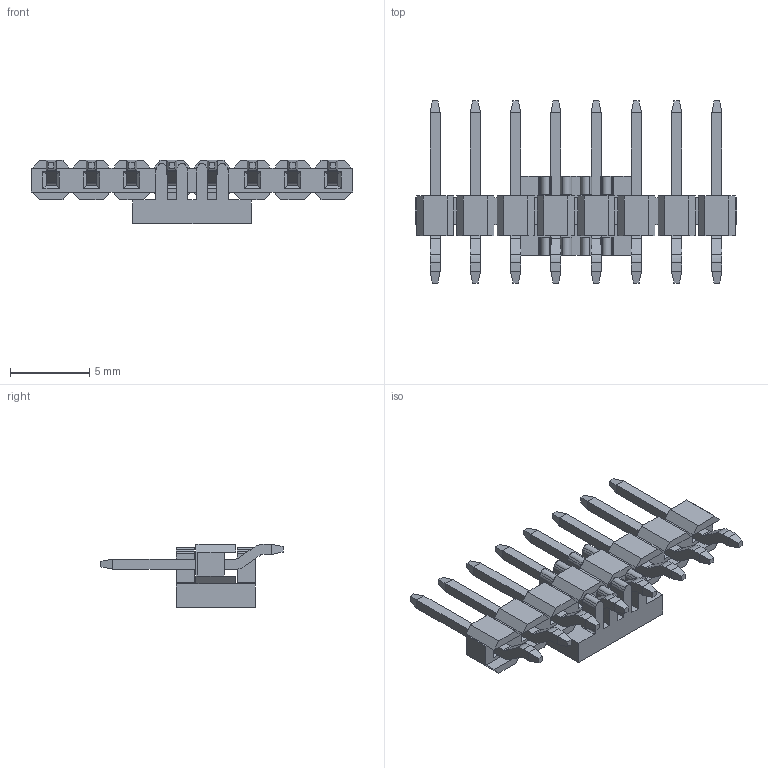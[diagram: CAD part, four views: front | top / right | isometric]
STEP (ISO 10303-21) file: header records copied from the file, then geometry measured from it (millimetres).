
FILE_DESCRIPTION( ('This file contains a STEP AP42 implementation' ,'as created by ZW3D STEP Interface translator.') ,'2;1' );
FILE_NAME( '1125-11XXXXZXXXXXXX(拸翐).stp' ,'23 329.141830', (''), ('ZWCAD Software Co.'), 'Version 1.0', 'ZW3D to STEP translator', '' );
FILE_SCHEMA(('AUTOMOTIVE_DESIGN { 1 0 10303 214 1 1 1 1 }'));
Length unit declared in the file: millimetre
Products named in the file (2): 0; 1125-1120XXZ120XXXX(拸翐)
Bounding box: 20.32 x 11.5 x 4 mm (x, y, z)
Volume: 193.7 mm3; surface area: 685.1 mm2
Topology: 10 solids, 10 shells, 480 faces, 1220 edges, 760 vertices
Faces by surface type: plane 420, cylinder 60
Entity records: 14595 total; most frequent: CARTESIAN_POINT 2461, ORIENTED_EDGE 2440, DIRECTION 2302, EDGE_CURVE 1220, VECTOR 1100, LINE 1100, VERTEX_POINT 760, AXIS2_PLACEMENT_3D 601
